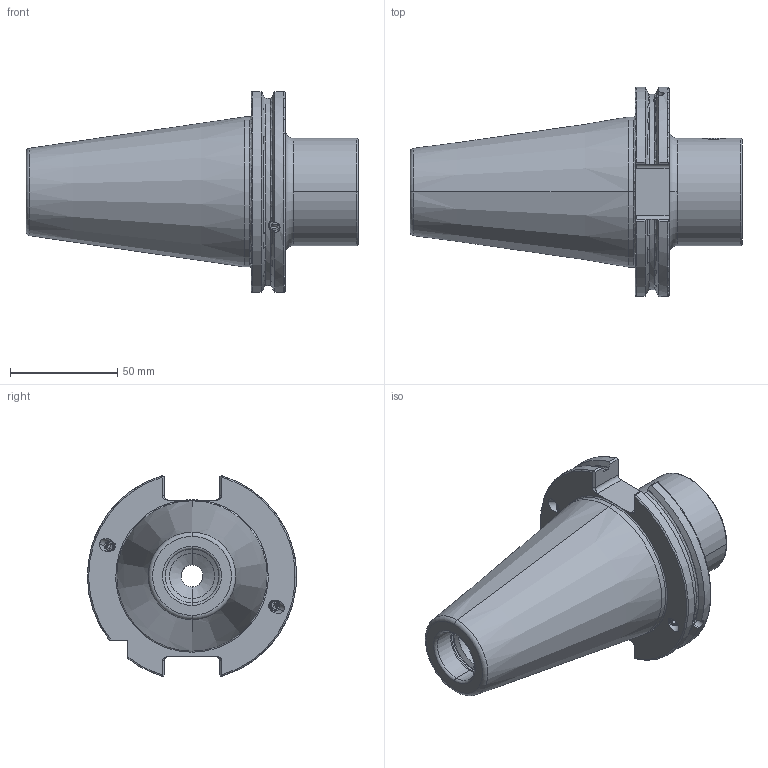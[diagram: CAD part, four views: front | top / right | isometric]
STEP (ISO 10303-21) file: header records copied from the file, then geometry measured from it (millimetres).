
FILE_DESCRIPTION (( 'STEP AP203' ), '1' );
FILE_NAME ('SB5-ST5.K01.053.STEP', '2016-02-12T09:21:25', ( 'SWIAdmin' ), ( 'Hewlett-Packard Company' ), 'SwSTEP 2.0', 'SolidWorks 2015', '' );
FILE_SCHEMA (( 'CONFIG_CONTROL_DESIGN' ));
Length unit declared in the file: millimetre
Products named in the file (6): SB5-ST5.K01.053_A_mit Bundk”lung; ST5-ER1.001.012_A; ISO 4026 - M6 x 5; KVT_MB_600_050; ISO 4026 - M5 x 5_PreviewCfg; SB5-ST5.K01.053
Assembly tree (7 placements, depth 2):
  SB5-ST5.K01.053
    SB5-ST5.K01.053_A_mit Bundk”lung
    ST5-ER1.001.012_A
    ISO 4026 - M6 x 5
    KVT_MB_600_050  x2
    ISO 4026 - M5 x 5_PreviewCfg  x2
Bounding box: 154.6 x 97.44 x 93.51 mm (x, y, z)
Volume: 381071 mm3; surface area: 52314 mm2
Topology: 9 solids, 9 shells, 292 faces, 706 edges, 426 vertices
Faces by surface type: cone 94, plane 81, cylinder 74, torus 35, bspline 4, sphere 4
Entity records: 8757 total; most frequent: CARTESIAN_POINT 2422, ORIENTED_EDGE 1196, DIRECTION 1184, EDGE_CURVE 598, AXIS2_PLACEMENT_3D 462, VERTEX_POINT 367, VECTOR 260, LINE 260
